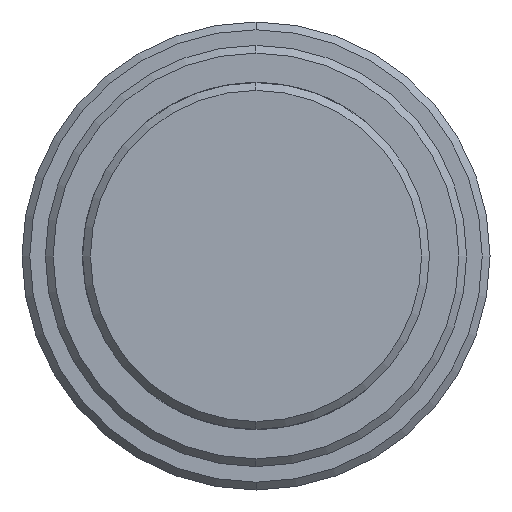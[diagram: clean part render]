
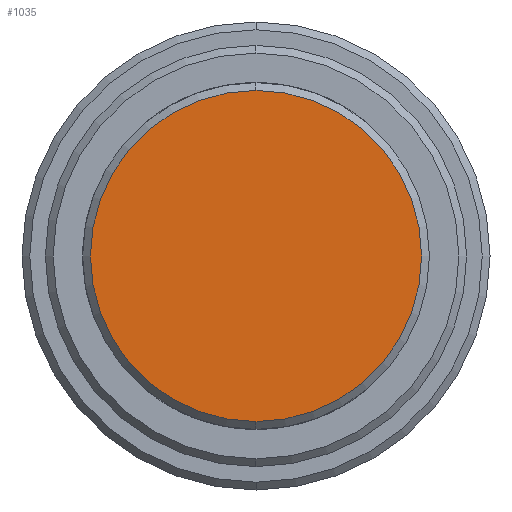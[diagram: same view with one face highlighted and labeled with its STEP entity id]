
A CAD part, left-side view. The second image highlights one B-rep face of the part: STEP entity #1035.
In plain terms, the highlighted planar face has unit normal (-1, 0, 0).
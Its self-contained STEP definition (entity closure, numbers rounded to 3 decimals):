
#185 = CIRCLE ( 'NONE', #1904, 21.225 ) ;
#490 = AXIS2_PLACEMENT_3D ( 'NONE', #571, #2593, #2614 ) ;
#571 = CARTESIAN_POINT ( 'NONE',  ( 0., 0., 0. ) ) ;
#639 = CARTESIAN_POINT ( 'NONE',  ( 0., 0., 0. ) ) ;
#657 = VERTEX_POINT ( 'NONE', #1176 ) ;
#873 = CARTESIAN_POINT ( 'NONE',  ( 0., 0., 0. ) ) ;
#1035 = ADVANCED_FACE ( 'NONE', ( #1392 ), #1785, .F. ) ;
#1060 = CARTESIAN_POINT ( 'NONE',  ( 0., 0., -21.225 ) ) ;
#1176 = CARTESIAN_POINT ( 'NONE',  ( 0., 0., 21.225 ) ) ;
#1303 = AXIS2_PLACEMENT_3D ( 'NONE', #639, #2224, #2243 ) ;
#1345 = EDGE_CURVE ( 'NONE', #2712, #657, #185, .T. ) ;
#1392 = FACE_OUTER_BOUND ( 'NONE', #1569, .T. ) ;
#1569 = EDGE_LOOP ( 'NONE', ( #2170, #2323 ) ) ;
#1661 = EDGE_CURVE ( 'NONE', #657, #2712, #2591, .T. ) ;
#1785 = PLANE ( 'NONE',  #1303 ) ;
#1904 = AXIS2_PLACEMENT_3D ( 'NONE', #873, #2714, #2730 ) ;
#2170 = ORIENTED_EDGE ( 'NONE', *, *, #1345, .T. ) ;
#2224 = DIRECTION ( 'NONE',  ( 1., 0., 0. ) ) ;
#2243 = DIRECTION ( 'NONE',  ( 0., 0., -1. ) ) ;
#2323 = ORIENTED_EDGE ( 'NONE', *, *, #1661, .T. ) ;
#2591 = CIRCLE ( 'NONE', #490, 21.225 ) ;
#2593 = DIRECTION ( 'NONE',  ( -1., 0., 0. ) ) ;
#2614 = DIRECTION ( 'NONE',  ( 0., 0., -1. ) ) ;
#2712 = VERTEX_POINT ( 'NONE', #1060 ) ;
#2714 = DIRECTION ( 'NONE',  ( -1., 0., 0. ) ) ;
#2730 = DIRECTION ( 'NONE',  ( 0., 0., -1. ) ) ;
